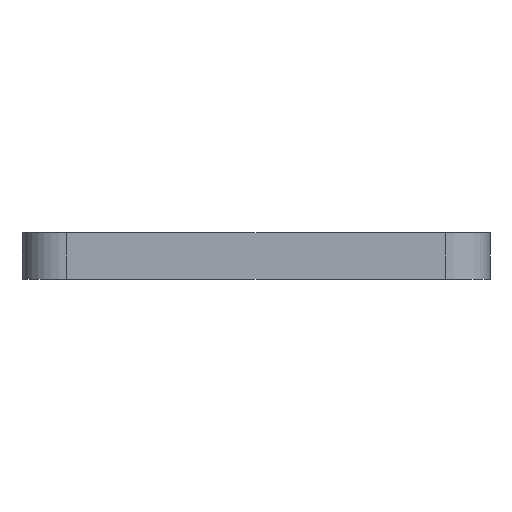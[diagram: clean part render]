
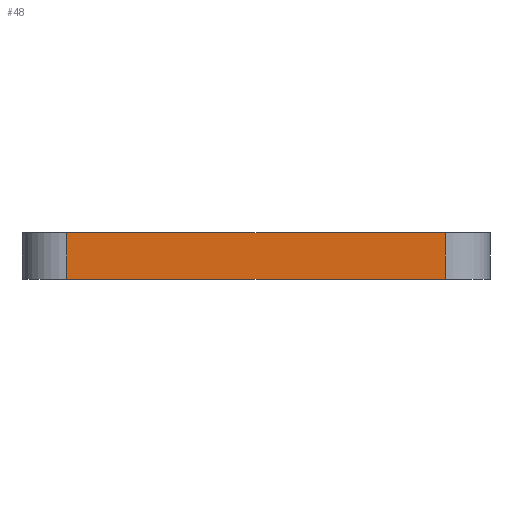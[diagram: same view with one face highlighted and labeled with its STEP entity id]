
A CAD part, front view. The second image highlights one B-rep face of the part: STEP entity #48.
In plain terms, the highlighted planar face has unit normal (0, -1, 0).
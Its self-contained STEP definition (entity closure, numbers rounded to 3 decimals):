
#48=ADVANCED_FACE('',(#148),#1466,.T.);
#148=FACE_OUTER_BOUND('',#243,.T.);
#243=EDGE_LOOP('',(#484,#485,#486,#487));
#484=ORIENTED_EDGE('',*,*,#851,.F.);
#485=ORIENTED_EDGE('',*,*,#852,.F.);
#486=ORIENTED_EDGE('',*,*,#853,.F.);
#487=ORIENTED_EDGE('',*,*,#754,.F.);
#754=EDGE_CURVE('',#1272,#1273,#1114,.T.);
#851=EDGE_CURVE('',#1350,#1272,#1187,.T.);
#852=EDGE_CURVE('',#1351,#1350,#1188,.T.);
#853=EDGE_CURVE('',#1273,#1351,#1189,.T.);
#1114=B_SPLINE_CURVE_WITH_KNOTS('',1,(#2502,#2503),.UNSPECIFIED.,.F.,.F.,
(2,2),(0.,34.),.UNSPECIFIED.);
#1187=B_SPLINE_CURVE_WITH_KNOTS('',1,(#2720,#2721),.UNSPECIFIED.,.F.,.F.,
(2,2),(-4.15,0.),.UNSPECIFIED.);
#1188=B_SPLINE_CURVE_WITH_KNOTS('',1,(#2722,#2723),.UNSPECIFIED.,.F.,.F.,
(2,2),(-34.,0.),.UNSPECIFIED.);
#1189=B_SPLINE_CURVE_WITH_KNOTS('',1,(#2724,#2725),.UNSPECIFIED.,.F.,.F.,
(2,2),(-4.15,0.),.UNSPECIFIED.);
#1272=VERTEX_POINT('',#2366);
#1273=VERTEX_POINT('',#2367);
#1350=VERTEX_POINT('',#2444);
#1351=VERTEX_POINT('',#2445);
#1466=PLANE('',#1608);
#1608=AXIS2_PLACEMENT_3D('',#2102,#1749,$);
#1749=DIRECTION('',(0.,-1.,0.));
#2102=CARTESIAN_POINT('',(20.4,-21.,-0.415));
#2366=CARTESIAN_POINT('',(17.,-21.,0.));
#2367=CARTESIAN_POINT('',(-17.,-21.,0.));
#2444=CARTESIAN_POINT('',(17.,-21.,4.15));
#2445=CARTESIAN_POINT('',(-17.,-21.,4.15));
#2502=CARTESIAN_POINT('',(17.,-21.,0.));
#2503=CARTESIAN_POINT('',(-17.,-21.,0.));
#2720=CARTESIAN_POINT('',(17.,-21.,4.15));
#2721=CARTESIAN_POINT('',(17.,-21.,0.));
#2722=CARTESIAN_POINT('',(-17.,-21.,4.15));
#2723=CARTESIAN_POINT('',(17.,-21.,4.15));
#2724=CARTESIAN_POINT('',(-17.,-21.,0.));
#2725=CARTESIAN_POINT('',(-17.,-21.,4.15));
